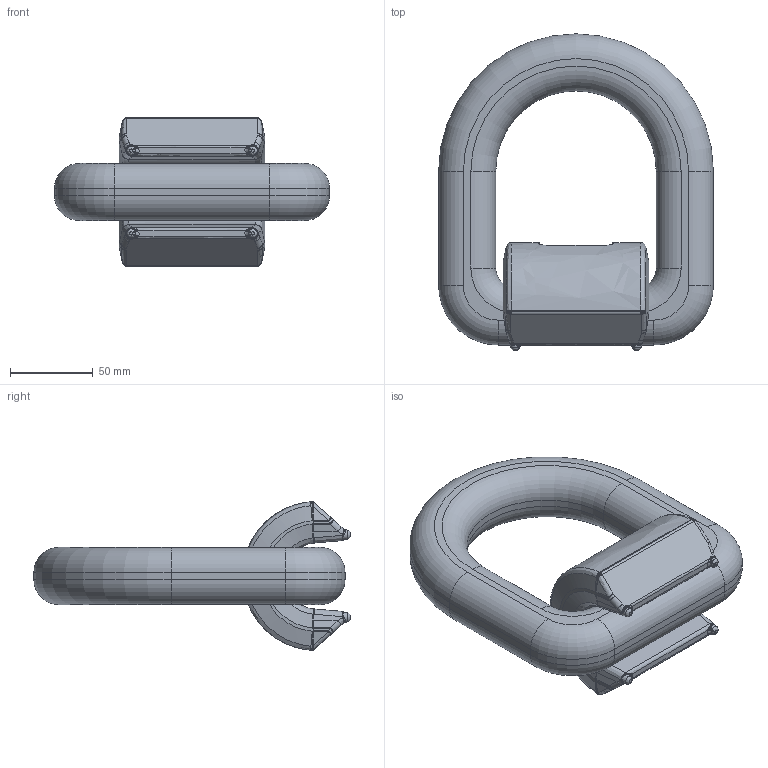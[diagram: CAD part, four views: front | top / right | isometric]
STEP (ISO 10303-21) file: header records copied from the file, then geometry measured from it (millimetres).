
FILE_DESCRIPTION (( 'STEP AP203' ), '1' );
FILE_NAME ('20240809_APAS_15t.STEP', '2024-08-09T07:56:17', ( '' ), ( '' ), 'SwSTEP 2.0', 'SolidWorks 2024', '' );
FILE_SCHEMA (( 'CONFIG_CONTROL_DESIGN' ));
Length unit declared in the file: millimetre
Products named in the file (3): 20240809_APAS_15t; APA15_Stepversion; apa_15 bock
Assembly tree (2 placements, depth 2):
  20240809_APAS_15t
    APA15_Stepversion
    apa_15 bock
Bounding box: 166 x 191.05 x 89.8 mm (x, y, z)
Volume: 498995.5 mm3; surface area: 86097.4 mm2
Topology: 1 solids, 3 shells, 525 faces, 1303 edges, 772 vertices
Faces by surface type: bspline 487, cylinder 18, torus 12, plane 8
Entity records: 24749 total; most frequent: CARTESIAN_POINT 16956, ORIENTED_EDGE 2567, EDGE_CURVE 1299, VERTEX_POINT 772, B_SPLINE_CURVE_WITH_KNOTS 761, EDGE_LOOP 528, ADVANCED_FACE 525, FACE_OUTER_BOUND 525
